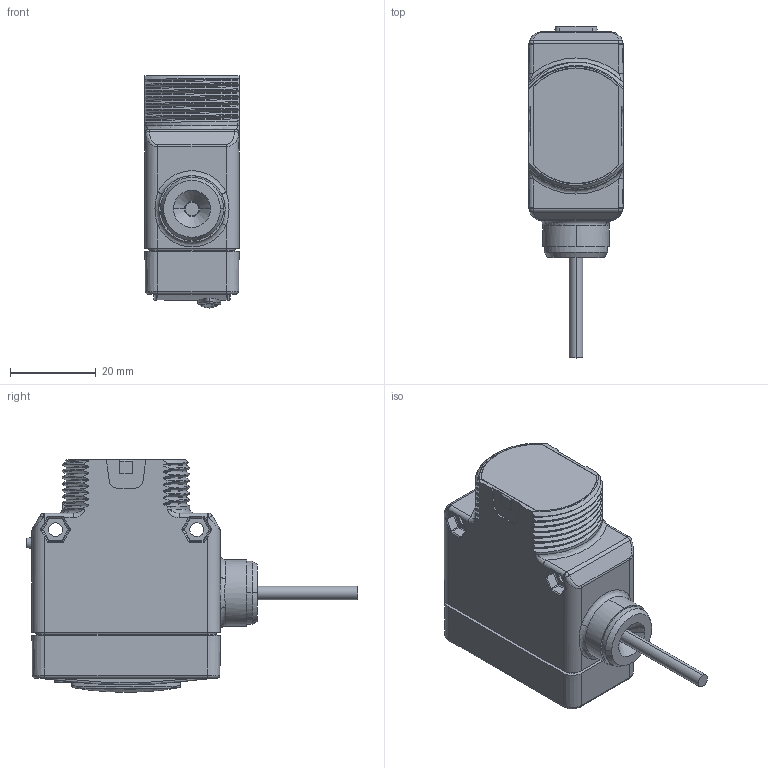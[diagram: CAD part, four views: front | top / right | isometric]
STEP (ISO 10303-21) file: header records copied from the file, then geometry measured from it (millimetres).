
FILE_DESCRIPTION((''),'2;1');
FILE_NAME('149174_SM01_ASM','2022-11-09T10:02:45',('PDMAdmin'),('BANNER ENGINEERING'),'CREO PARAMETRIC BY PTC INC, 2019292','CREO PARAMETRIC BY PTC INC, 2019292','');
FILE_SCHEMA(('CONFIG_CONTROL_DESIGN'));
Products named in the file (3): 149174_EP01; CABLE_125; 149174_SM01_ASM
Assembly tree (2 placements, depth 2):
  149174_SM01_ASM
    149174_EP01
    CABLE_125
Bounding box: 22 x 77.55 x 54.3 mm (x, y, z)
Volume: 46041.6 mm3; surface area: 11011.7 mm2
Topology: 2 solids, 2 shells, 521 faces, 1238 edges, 738 vertices
Faces by surface type: cylinder 173, plane 125, bspline 101, torus 54, cone 32, sphere 30, extrusion 6
Entity records: 22123 total; most frequent: CARTESIAN_POINT 10747, ORIENTED_EDGE 2472, DIRECTION 2170, EDGE_CURVE 1236, AXIS2_PLACEMENT_3D 826, VERTEX_POINT 738, EDGE_LOOP 544, FACE_OUTER_BOUND 521
